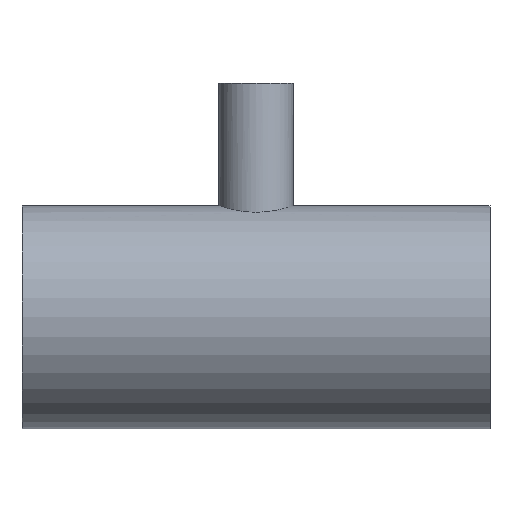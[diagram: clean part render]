
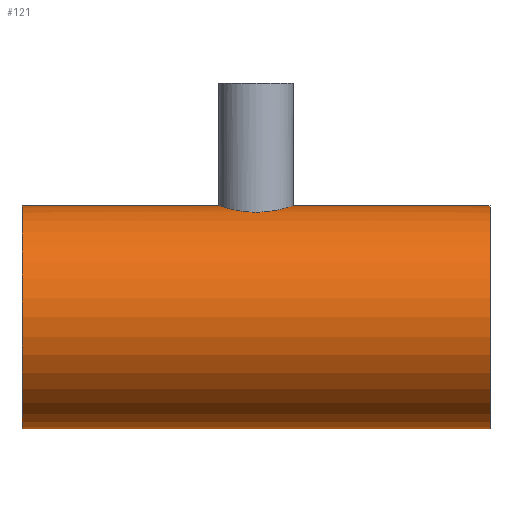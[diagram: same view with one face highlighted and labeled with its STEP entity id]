
A CAD part, front view. The second image highlights one B-rep face of the part: STEP entity #121.
In plain terms, the highlighted cylindrical face has radius 57.15 mm (diameter 114.3 mm), a full revolution.
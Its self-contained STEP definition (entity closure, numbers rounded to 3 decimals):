
#21=FACE_BOUND('',#39,.T.);
#28=FACE_OUTER_BOUND('',#38,.T.);
#38=EDGE_LOOP('',(#104,#105,#106,#107));
#39=EDGE_LOOP('',(#108,#109));
#46=CIRCLE('',#152,57.15);
#47=CIRCLE('',#154,57.15);
#51=LINE('',#350,#55);
#55=VECTOR('',#185,57.15);
#58=B_SPLINE_CURVE_WITH_KNOTS('',3,(#275,#276,#277,#278,#279,#280,#281,
#282,#283,#284,#285,#286,#287,#288,#289,#290,#291,#292),.UNSPECIFIED.,.F.,
 .F.,(4,2,2,2,2,2,2,2,4),(0.,0.362,0.724,1.086,
1.448,1.809,2.171,2.533,2.894),
 .UNSPECIFIED.);
#59=B_SPLINE_CURVE_WITH_KNOTS('',3,(#293,#294,#295,#296,#297,#298,#299,
#300,#301,#302,#303,#304,#305,#306,#307,#308,#309,#310,#311,#312,#313,#314,
#315,#316,#317,#318,#319,#320,#321,#322,#323,#324,#325,#326,#327,#328,#329,
#330,#331,#332,#333,#334,#335,#336,#337,#338,#339,#340,#341,#342),
 .UNSPECIFIED.,.F.,.F.,(4,2,2,2,2,2,2,2,2,2,2,2,2,2,2,2,2,2,2,2,2,2,2,2,
4),(2.894,3.256,3.618,3.98,
4.341,4.703,5.065,5.427,5.789,
6.151,6.513,6.875,7.236,7.598,
7.96,8.322,8.683,9.045,9.407,
9.769,10.13,10.492,10.854,11.216,
11.578),.UNSPECIFIED.);
#66=VERTEX_POINT('',#272);
#67=VERTEX_POINT('',#274);
#68=VERTEX_POINT('',#345);
#69=VERTEX_POINT('',#348);
#79=EDGE_CURVE('',#67,#66,#58,.T.);
#80=EDGE_CURVE('',#66,#67,#59,.T.);
#81=EDGE_CURVE('',#68,#68,#46,.T.);
#82=EDGE_CURVE('',#69,#69,#47,.T.);
#83=EDGE_CURVE('',#69,#68,#51,.T.);
#104=ORIENTED_EDGE('',*,*,#82,.F.);
#105=ORIENTED_EDGE('',*,*,#83,.T.);
#106=ORIENTED_EDGE('',*,*,#81,.F.);
#107=ORIENTED_EDGE('',*,*,#83,.F.);
#108=ORIENTED_EDGE('',*,*,#79,.T.);
#109=ORIENTED_EDGE('',*,*,#80,.T.);
#115=CYLINDRICAL_SURFACE('',#153,57.15);
#121=ADVANCED_FACE('',(#28,#21),#115,.T.);
#152=AXIS2_PLACEMENT_3D('',#346,#179,#180);
#153=AXIS2_PLACEMENT_3D('',#347,#181,#182);
#154=AXIS2_PLACEMENT_3D('',#349,#183,#184);
#179=DIRECTION('center_axis',(-1.,0.,0.));
#180=DIRECTION('ref_axis',(0.,1.,0.));
#181=DIRECTION('center_axis',(1.,0.,0.));
#182=DIRECTION('ref_axis',(0.,1.,0.));
#183=DIRECTION('center_axis',(1.,0.,0.));
#184=DIRECTION('ref_axis',(0.,1.,0.));
#185=DIRECTION('',(-1.,0.,0.));
#272=CARTESIAN_POINT('',(-19.05,0.,57.15));
#274=CARTESIAN_POINT('',(0.,-19.05,53.882));
#275=CARTESIAN_POINT('Ctrl Pts',(0.,-19.05,53.882));
#276=CARTESIAN_POINT('Ctrl Pts',(-1.206,-19.05,53.882));
#277=CARTESIAN_POINT('Ctrl Pts',(-2.451,-18.934,53.923));
#278=CARTESIAN_POINT('Ctrl Pts',(-4.919,-18.447,54.092));
#279=CARTESIAN_POINT('Ctrl Pts',(-6.144,-18.077,54.218));
#280=CARTESIAN_POINT('Ctrl Pts',(-8.488,-17.102,54.534));
#281=CARTESIAN_POINT('Ctrl Pts',(-9.609,-16.497,54.722));
#282=CARTESIAN_POINT('Ctrl Pts',(-11.68,-15.101,55.124));
#283=CARTESIAN_POINT('Ctrl Pts',(-12.63,-14.311,55.336));
#284=CARTESIAN_POINT('Ctrl Pts',(-14.311,-12.63,55.744));
#285=CARTESIAN_POINT('Ctrl Pts',(-15.101,-11.68,55.954));
#286=CARTESIAN_POINT('Ctrl Pts',(-16.496,-9.609,56.346));
#287=CARTESIAN_POINT('Ctrl Pts',(-17.102,-8.488,56.529));
#288=CARTESIAN_POINT('Ctrl Pts',(-18.077,-6.144,56.831));
#289=CARTESIAN_POINT('Ctrl Pts',(-18.447,-4.919,56.951));
#290=CARTESIAN_POINT('Ctrl Pts',(-18.934,-2.45,57.111));
#291=CARTESIAN_POINT('Ctrl Pts',(-19.05,-1.206,57.15));
#292=CARTESIAN_POINT('Ctrl Pts',(-19.05,0.,57.15));
#293=CARTESIAN_POINT('Ctrl Pts',(-19.05,0.,57.15));
#294=CARTESIAN_POINT('Ctrl Pts',(-19.05,1.206,57.15));
#295=CARTESIAN_POINT('Ctrl Pts',(-18.934,2.45,57.111));
#296=CARTESIAN_POINT('Ctrl Pts',(-18.447,4.919,56.951));
#297=CARTESIAN_POINT('Ctrl Pts',(-18.077,6.144,56.831));
#298=CARTESIAN_POINT('Ctrl Pts',(-17.102,8.488,56.529));
#299=CARTESIAN_POINT('Ctrl Pts',(-16.496,9.609,56.346));
#300=CARTESIAN_POINT('Ctrl Pts',(-15.101,11.68,55.954));
#301=CARTESIAN_POINT('Ctrl Pts',(-14.311,12.63,55.744));
#302=CARTESIAN_POINT('Ctrl Pts',(-12.63,14.311,55.336));
#303=CARTESIAN_POINT('Ctrl Pts',(-11.68,15.101,55.124));
#304=CARTESIAN_POINT('Ctrl Pts',(-9.609,16.497,54.722));
#305=CARTESIAN_POINT('Ctrl Pts',(-8.488,17.102,54.534));
#306=CARTESIAN_POINT('Ctrl Pts',(-6.144,18.077,54.218));
#307=CARTESIAN_POINT('Ctrl Pts',(-4.919,18.447,54.092));
#308=CARTESIAN_POINT('Ctrl Pts',(-2.451,18.934,53.923));
#309=CARTESIAN_POINT('Ctrl Pts',(-1.206,19.05,53.882));
#310=CARTESIAN_POINT('Ctrl Pts',(1.206,19.05,53.882));
#311=CARTESIAN_POINT('Ctrl Pts',(2.451,18.934,53.923));
#312=CARTESIAN_POINT('Ctrl Pts',(4.919,18.447,54.092));
#313=CARTESIAN_POINT('Ctrl Pts',(6.144,18.077,54.218));
#314=CARTESIAN_POINT('Ctrl Pts',(8.488,17.102,54.534));
#315=CARTESIAN_POINT('Ctrl Pts',(9.609,16.497,54.722));
#316=CARTESIAN_POINT('Ctrl Pts',(11.68,15.101,55.124));
#317=CARTESIAN_POINT('Ctrl Pts',(12.63,14.311,55.336));
#318=CARTESIAN_POINT('Ctrl Pts',(14.311,12.63,55.744));
#319=CARTESIAN_POINT('Ctrl Pts',(15.101,11.68,55.954));
#320=CARTESIAN_POINT('Ctrl Pts',(16.496,9.609,56.346));
#321=CARTESIAN_POINT('Ctrl Pts',(17.102,8.488,56.529));
#322=CARTESIAN_POINT('Ctrl Pts',(18.077,6.144,56.831));
#323=CARTESIAN_POINT('Ctrl Pts',(18.447,4.919,56.951));
#324=CARTESIAN_POINT('Ctrl Pts',(18.934,2.45,57.111));
#325=CARTESIAN_POINT('Ctrl Pts',(19.05,1.206,57.15));
#326=CARTESIAN_POINT('Ctrl Pts',(19.05,-1.206,57.15));
#327=CARTESIAN_POINT('Ctrl Pts',(18.934,-2.45,57.111));
#328=CARTESIAN_POINT('Ctrl Pts',(18.447,-4.919,56.951));
#329=CARTESIAN_POINT('Ctrl Pts',(18.077,-6.144,56.831));
#330=CARTESIAN_POINT('Ctrl Pts',(17.102,-8.488,56.529));
#331=CARTESIAN_POINT('Ctrl Pts',(16.496,-9.609,56.346));
#332=CARTESIAN_POINT('Ctrl Pts',(15.101,-11.68,55.954));
#333=CARTESIAN_POINT('Ctrl Pts',(14.311,-12.63,55.744));
#334=CARTESIAN_POINT('Ctrl Pts',(12.63,-14.311,55.336));
#335=CARTESIAN_POINT('Ctrl Pts',(11.68,-15.101,55.124));
#336=CARTESIAN_POINT('Ctrl Pts',(9.609,-16.497,54.722));
#337=CARTESIAN_POINT('Ctrl Pts',(8.488,-17.102,54.534));
#338=CARTESIAN_POINT('Ctrl Pts',(6.144,-18.077,54.218));
#339=CARTESIAN_POINT('Ctrl Pts',(4.919,-18.447,54.092));
#340=CARTESIAN_POINT('Ctrl Pts',(2.451,-18.934,53.923));
#341=CARTESIAN_POINT('Ctrl Pts',(1.206,-19.05,53.882));
#342=CARTESIAN_POINT('Ctrl Pts',(0.,-19.05,53.882));
#345=CARTESIAN_POINT('',(-120.,-57.15,0.));
#346=CARTESIAN_POINT('Origin',(-120.,0.,0.));
#347=CARTESIAN_POINT('Origin',(0.,0.,0.));
#348=CARTESIAN_POINT('',(120.,-57.15,0.));
#349=CARTESIAN_POINT('Origin',(120.,0.,0.));
#350=CARTESIAN_POINT('',(0.,-57.15,0.));
